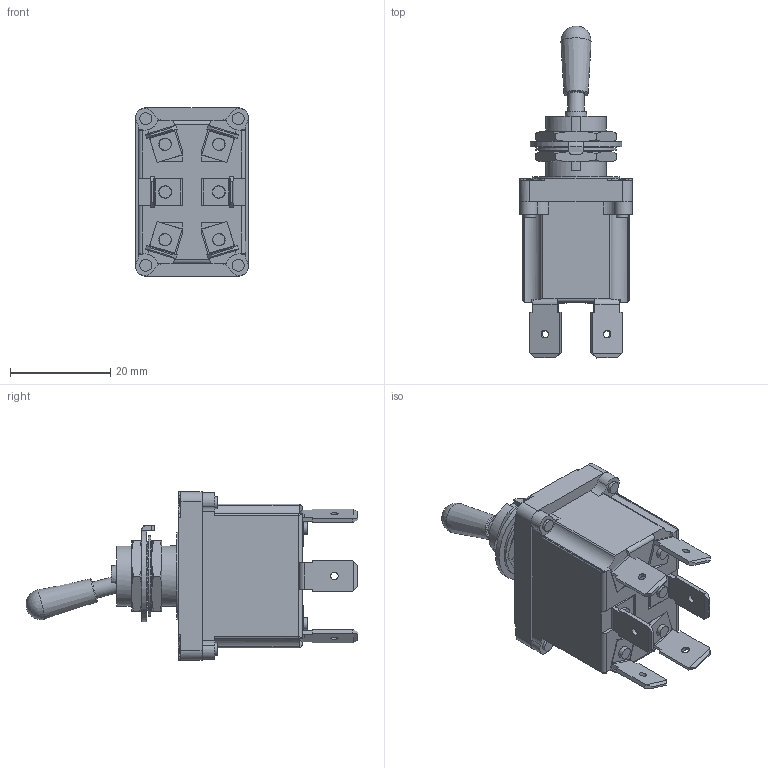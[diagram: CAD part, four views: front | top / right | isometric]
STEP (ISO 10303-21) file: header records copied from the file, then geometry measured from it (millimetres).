
FILE_DESCRIPTION(/* description */ (''),/* implementation_level */ '2;1');
FILE_NAME(/* name */ 'GTB4B13_Model.stp',/* time_stamp */ '2021-09-16T13:58:24-04:00',/* author */ ('dwiltbank'),/* organization */ (''),/* preprocessor_version */ 'ST-DEVELOPER v18.1',/* originating_system */ 'Autodesk Inventor 2020',/* authorisation */ '');
FILE_SCHEMA (('AUTOMOTIVE_DESIGN { 1 0 10303 214 3 1 1 }'));
Length unit declared in the file: inch
Products named in the file (1): GTB4B13_9-16-21_Shrinkwrap_1
Bounding box: 22.4 x 66.08 x 33.5 mm (x, y, z)
Volume: 17682.3 mm3; surface area: 7098.1 mm2
Topology: 1 solids, 1 shells, 515 faces, 1597 edges, 1069 vertices
Faces by surface type: plane 267, cylinder 165, torus 66, cone 11, bspline 5, sphere 1
Full cylindrical faces by diameter (mm): 1.5 x10, 1.7 x4, 2.4 x12, 2.5 x6, 3.3 x1, 3.6 x1, 7.3 x1, 12 x1, 16 x1, 17.5 x1, 21.6 x1
Entity records: 19491 total; most frequent: CARTESIAN_POINT 4083, ORIENTED_EDGE 3182, DIRECTION 3179, EDGE_CURVE 1591, AXIS2_PLACEMENT_3D 1172, VERTEX_POINT 1067, LINE 835, VECTOR 835
